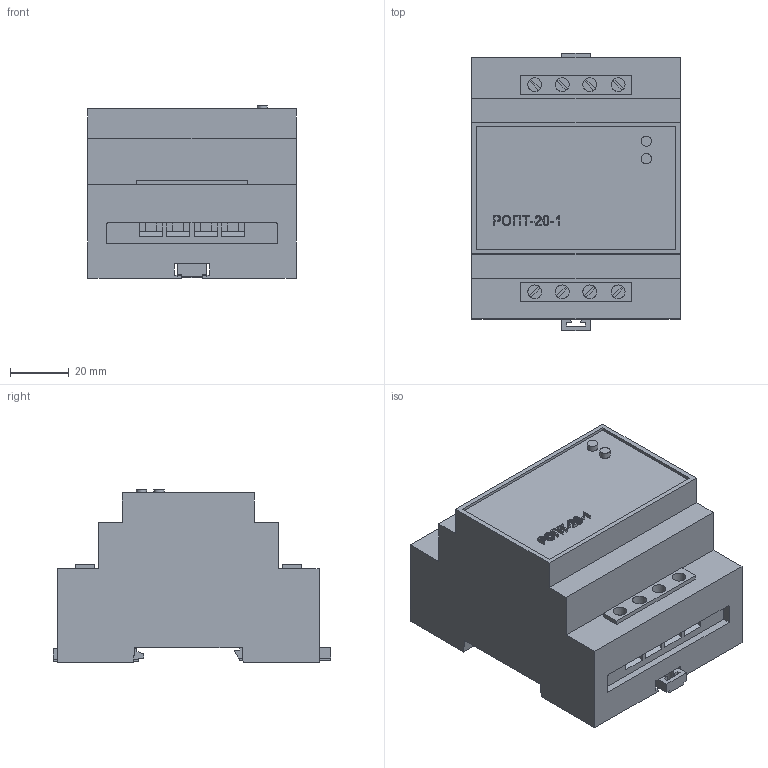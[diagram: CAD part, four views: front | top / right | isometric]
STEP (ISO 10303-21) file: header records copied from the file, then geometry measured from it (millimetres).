
FILE_DESCRIPTION(('STEP AP214'), '1');
FILE_NAME('倛玾-20-1', '', ('UNSPECIFIED'), ('UNSPECIFIED'), 'ASCON STEP Converter 1.3', 'ASCON Math Kernel', '');
FILE_SCHEMA(('AUTOMOTIVE_DESIGN { 1 0 10303 214 3 1 1}'));
Length unit declared in the file: millimetre
Products named in the file (1): 玹襖.991002.012
Bounding box: 71 x 94.7 x 58.79 mm (x, y, z)
Volume: 283520.7 mm3; surface area: 35078.1 mm2
Topology: 2 solids, 2 shells, 525 faces, 1468 edges, 972 vertices
Faces by surface type: plane 286, cylinder 239
Full cylindrical faces by diameter (mm): 3.5 x2, 4.7 x8
Entity records: 21200 total; most frequent: DIRECTION 3020, CARTESIAN_POINT 2956, ORIENTED_EDGE 2916, EDGE_CURVE 1458, AXIS2_PLACEMENT_3D 1036, VERTEX_POINT 972, LINE 948, VECTOR 948
